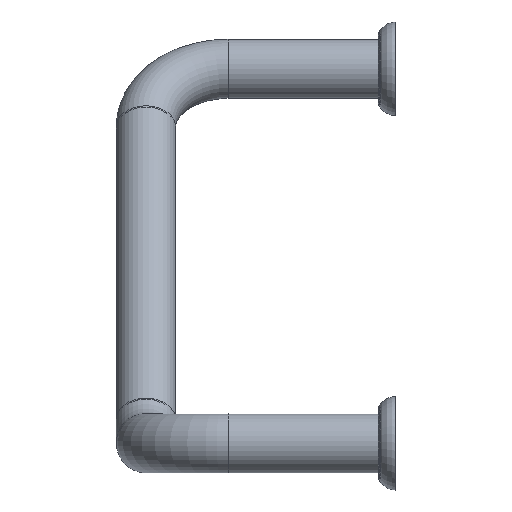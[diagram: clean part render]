
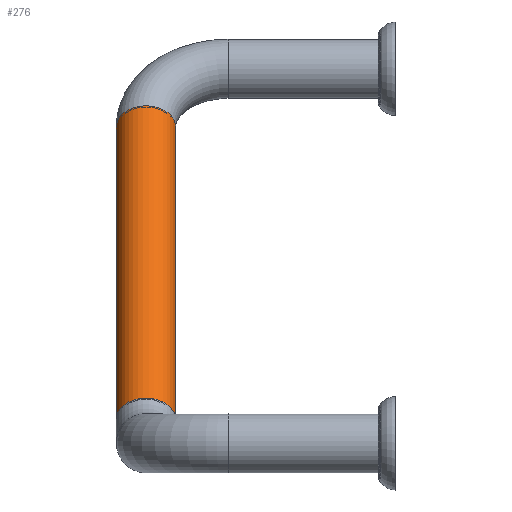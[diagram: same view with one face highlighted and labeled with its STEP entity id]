
A CAD part, left-side view. The second image highlights one B-rep face of the part: STEP entity #276.
In plain terms, the highlighted cylindrical face has radius 19 mm (diameter 38 mm), a full revolution.
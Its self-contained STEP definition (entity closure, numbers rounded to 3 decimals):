
#276=ADVANCED_FACE('',(#559,#561),#563,.T.);
#559=FACE_OUTER_BOUND('',#560,.T.);
#560=EDGE_LOOP('',(#691));
#561=FACE_OUTER_BOUND('',#562,.T.);
#562=EDGE_LOOP('',(#692));
#563=CYLINDRICAL_SURFACE('',#564,19.);
#564=AXIS2_PLACEMENT_3D('',#565,#566,#567);
#565=CARTESIAN_POINT('',(-37.194,160.,-37.194));
#566=DIRECTION('',(-0.707,0.,-0.707));
#567=DIRECTION('',(0.5,0.707,-0.5));
#691=ORIENTED_EDGE('',*,*,#761,.T.);
#692=ORIENTED_EDGE('',*,*,#763,.F.);
#761=EDGE_CURVE('',#802,#802,#803,.T.);
#763=EDGE_CURVE('',#806,#806,#807,.T.);
#802=VERTEX_POINT('',#901);
#803=CIRCLE('',#902,19.);
#806=VERTEX_POINT('',#911);
#807=CIRCLE('',#912,19.);
#901=CARTESIAN_POINT('',(-27.694,173.435,-46.694));
#902=AXIS2_PLACEMENT_3D('',#903,#904,#905);
#903=CARTESIAN_POINT('',(-37.194,160.,-37.194));
#904=DIRECTION('',(-0.707,0.,-0.707));
#905=DIRECTION('',(0.5,0.707,-0.5));
#911=CARTESIAN_POINT('',(-215.094,173.435,-234.094));
#912=AXIS2_PLACEMENT_3D('',#913,#914,#915);
#913=CARTESIAN_POINT('',(-224.594,160.,-224.594));
#914=DIRECTION('',(-0.707,0.,-0.707));
#915=DIRECTION('',(0.5,0.707,-0.5));
